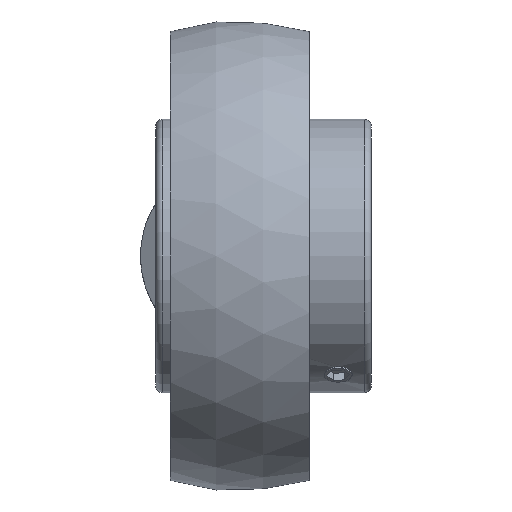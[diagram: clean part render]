
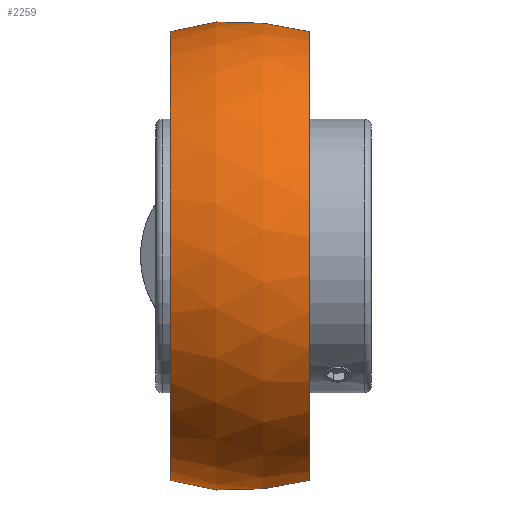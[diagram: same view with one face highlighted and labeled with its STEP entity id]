
A CAD part, front view. The second image highlights one B-rep face of the part: STEP entity #2259.
In plain terms, the highlighted spherical face has radius 71 mm.
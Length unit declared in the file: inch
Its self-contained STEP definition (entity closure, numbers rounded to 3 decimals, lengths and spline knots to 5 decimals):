
#831=SPHERICAL_SURFACE('',#2426,2.79528);
#1042=VERTEX_POINT('',#2545);
#1043=VERTEX_POINT('',#2546);
#1110=VERTEX_POINT('',#3334);
#1115=VERTEX_POINT('',#3348);
#1116=VERTEX_POINT('',#3355);
#1117=VERTEX_POINT('',#3359);
#1118=VERTEX_POINT('',#3362);
#1119=VERTEX_POINT('',#3366);
#1120=VERTEX_POINT('',#3368);
#1121=VERTEX_POINT('',#3370);
#1122=VERTEX_POINT('',#3372);
#1123=VERTEX_POINT('',#3374);
#1124=VERTEX_POINT('',#3378);
#1125=VERTEX_POINT('',#3380);
#1191=CIRCLE('',#2325,2.67021);
#1241=CIRCLE('',#2418,2.6577);
#1242=CIRCLE('',#2420,2.79278);
#1243=CIRCLE('',#2421,2.6577);
#1244=CIRCLE('',#2423,2.79278);
#1245=CIRCLE('',#2424,2.79278);
#1246=CIRCLE('',#2425,2.79278);
#1247=CIRCLE('',#2427,1.1811);
#1248=CIRCLE('',#2428,2.67021);
#1249=CIRCLE('',#2429,1.1811);
#1287=EDGE_CURVE('',#1042,#1043,#1191,.T.);
#1397=EDGE_CURVE('',#1110,#1116,#1241,.T.);
#1399=EDGE_CURVE('',#1116,#1117,#1242,.T.);
#1401=EDGE_CURVE('',#1115,#1118,#1243,.T.);
#1403=EDGE_CURVE('',#1118,#1119,#1244,.T.);
#1405=EDGE_CURVE('',#1121,#1120,#1245,.T.);
#1408=EDGE_CURVE('',#1123,#1122,#1246,.T.);
#1410=EDGE_CURVE('',#1122,#1110,#1241,.T.);
#1411=EDGE_CURVE('',#1120,#1115,#1243,.T.);
#1412=EDGE_CURVE('',#1042,#1121,#1247,.T.);
#1413=EDGE_CURVE('',#1119,#1124,#1247,.T.);
#1414=EDGE_CURVE('',#1125,#1124,#1248,.T.);
#1415=EDGE_CURVE('',#1125,#1123,#1249,.T.);
#1416=EDGE_CURVE('',#1117,#1043,#1249,.T.);
#1717=ORIENTED_EDGE('',*,*,#1287,.F.);
#1718=ORIENTED_EDGE('',*,*,#1412,.T.);
#1719=ORIENTED_EDGE('',*,*,#1405,.T.);
#1720=ORIENTED_EDGE('',*,*,#1411,.T.);
#1721=ORIENTED_EDGE('',*,*,#1401,.T.);
#1722=ORIENTED_EDGE('',*,*,#1403,.T.);
#1723=ORIENTED_EDGE('',*,*,#1413,.T.);
#1724=ORIENTED_EDGE('',*,*,#1414,.F.);
#1725=ORIENTED_EDGE('',*,*,#1415,.T.);
#1726=ORIENTED_EDGE('',*,*,#1408,.T.);
#1727=ORIENTED_EDGE('',*,*,#1410,.T.);
#1728=ORIENTED_EDGE('',*,*,#1397,.T.);
#1729=ORIENTED_EDGE('',*,*,#1399,.T.);
#1730=ORIENTED_EDGE('',*,*,#1416,.T.);
#1937=EDGE_LOOP('',(#1717,#1718,#1719,#1720,#1721,#1722,#1723,#1724,#1725,
#1726,#1727,#1728,#1729,#1730));
#2100=FACE_BOUND('',#1937,.T.);
#2259=ADVANCED_FACE('',(#2100),#831,.T.);
#2325=AXIS2_PLACEMENT_3D('',#2544,#3783,#3784);
#2418=AXIS2_PLACEMENT_3D('',#3356,#3991,#3992);
#2420=AXIS2_PLACEMENT_3D('',#3360,#3995,#3996);
#2421=AXIS2_PLACEMENT_3D('',#3363,#3998,#3999);
#2423=AXIS2_PLACEMENT_3D('',#3367,#4002,#4003);
#2424=AXIS2_PLACEMENT_3D('',#3369,#4004,#4005);
#2425=AXIS2_PLACEMENT_3D('',#3373,#4007,#4008);
#2426=AXIS2_PLACEMENT_3D('',#3376,#4010,#4011);
#2427=AXIS2_PLACEMENT_3D('',#3377,#4012,#4013);
#2428=AXIS2_PLACEMENT_3D('',#3379,#4014,#4015);
#2429=AXIS2_PLACEMENT_3D('',#3381,#4016,#4017);
#2544=CARTESIAN_POINT('',(0.,0.,0.82677));
#2545=CARTESIAN_POINT('',(-0.84348,2.53349,0.82677));
#2546=CARTESIAN_POINT('',(0.84348,2.53349,0.82677));
#3334=CARTESIAN_POINT('',(2.6577,0.86614,0.));
#3348=CARTESIAN_POINT('',(-2.6577,0.86614,0.));
#3355=CARTESIAN_POINT('',(2.65507,0.86614,0.11811));
#3356=CARTESIAN_POINT('',(0.,0.86614,0.));
#3359=CARTESIAN_POINT('',(1.17518,2.53349,0.11811));
#3360=CARTESIAN_POINT('',(0.,0.,0.11811));
#3362=CARTESIAN_POINT('',(-2.65507,0.86614,-0.11811));
#3363=CARTESIAN_POINT('',(0.,0.86614,0.));
#3366=CARTESIAN_POINT('',(-1.17518,2.53349,-0.11811));
#3367=CARTESIAN_POINT('',(0.,0.,-0.11811));
#3368=CARTESIAN_POINT('',(-2.65507,0.86614,0.11811));
#3369=CARTESIAN_POINT('',(0.,0.,0.11811));
#3370=CARTESIAN_POINT('',(-1.17518,2.53349,0.11811));
#3372=CARTESIAN_POINT('',(2.65507,0.86614,-0.11811));
#3373=CARTESIAN_POINT('',(0.,0.,-0.11811));
#3374=CARTESIAN_POINT('',(1.17518,2.53349,-0.11811));
#3376=CARTESIAN_POINT('',(0.,0.,0.));
#3377=CARTESIAN_POINT('',(0.,2.53349,0.));
#3378=CARTESIAN_POINT('',(-0.84348,2.53349,-0.82677));
#3379=CARTESIAN_POINT('',(0.,0.,-0.82677));
#3380=CARTESIAN_POINT('',(0.84348,2.53349,-0.82677));
#3381=CARTESIAN_POINT('',(0.,2.53349,0.));
#3783=DIRECTION('',(0.,0.,1.));
#3784=DIRECTION('',(0.,2.67,0.));
#3991=DIRECTION('',(0.,-1.,0.));
#3992=DIRECTION('',(0.,0.,2.658));
#3995=DIRECTION('',(0.,0.,1.));
#3996=DIRECTION('',(0.,2.793,0.));
#3998=DIRECTION('',(0.,-1.,0.));
#3999=DIRECTION('',(0.,0.,2.658));
#4002=DIRECTION('',(0.,0.,-1.));
#4003=DIRECTION('',(0.,-2.793,0.));
#4004=DIRECTION('',(0.,0.,1.));
#4005=DIRECTION('',(0.,2.793,0.));
#4007=DIRECTION('',(0.,0.,-1.));
#4008=DIRECTION('',(0.,-2.793,0.));
#4010=DIRECTION('',(0.,0.,1.));
#4011=DIRECTION('',(1.,0.,0.));
#4012=DIRECTION('',(0.,-1.,0.));
#4013=DIRECTION('',(1.181,0.,0.));
#4014=DIRECTION('',(0.,0.,-1.));
#4015=DIRECTION('',(0.,-2.67,0.));
#4016=DIRECTION('',(0.,-1.,0.));
#4017=DIRECTION('',(1.181,0.,0.));
